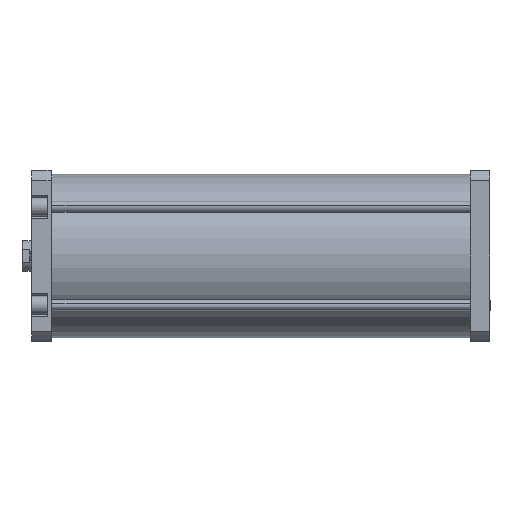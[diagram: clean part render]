
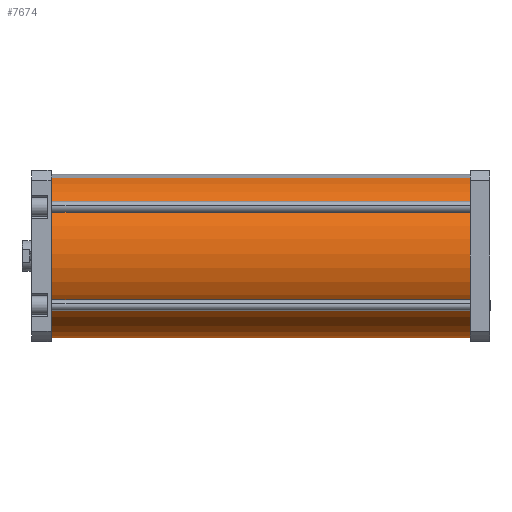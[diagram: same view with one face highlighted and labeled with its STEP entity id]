
A CAD part, front view. The second image highlights one B-rep face of the part: STEP entity #7674.
In plain terms, the highlighted cylindrical face has radius 105 mm (diameter 210 mm), a partial arc.
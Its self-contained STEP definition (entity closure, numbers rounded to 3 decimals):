
#416 = FACE_OUTER_BOUND ( 'NONE', #6281, .T. ) ;
#419 = CYLINDRICAL_SURFACE ( 'NONE', #1554, 105. ) ;
#821 = EDGE_CURVE ( 'NONE', #7241, #7183, #2827, .T. ) ;
#827 = EDGE_CURVE ( 'NONE', #7184, #7241, #2835, .T. ) ;
#828 = EDGE_CURVE ( 'NONE', #7179, #7183, #2837, .T. ) ;
#868 = EDGE_CURVE ( 'NONE', #7184, #7179, #2912, .T. ) ;
#1176 = AXIS2_PLACEMENT_3D ( 'NONE', #7036, #7022, #6800 ) ;
#1184 = AXIS2_PLACEMENT_3D ( 'NONE', #6542, #6666, #7002 ) ;
#1554 = AXIS2_PLACEMENT_3D ( 'NONE', #5529, #5528, #5527 ) ;
#2248 = ORIENTED_EDGE ( 'NONE', *, *, #821, .T. ) ;
#2249 = ORIENTED_EDGE ( 'NONE', *, *, #827, .T. ) ;
#2250 = ORIENTED_EDGE ( 'NONE', *, *, #868, .F. ) ;
#2251 = ORIENTED_EDGE ( 'NONE', *, *, #828, .F. ) ;
#2827 = CIRCLE ( 'NONE', #1176, 105. ) ;
#2832 = VECTOR ( 'NONE', #6996, 1000. ) ;
#2835 = LINE ( 'NONE', #6798, #2832 ) ;
#2837 = LINE ( 'NONE', #6993, #2838 ) ;
#2838 = VECTOR ( 'NONE', #6681, 1000. ) ;
#2912 = CIRCLE ( 'NONE', #1184, 105. ) ;
#4390 = CARTESIAN_POINT ( 'NONE',  ( 105., 0., 537. ) ) ;
#4393 = CARTESIAN_POINT ( 'NONE',  ( 105., 0., 0. ) ) ;
#4394 = CARTESIAN_POINT ( 'NONE',  ( -105., 0., 537. ) ) ;
#4433 = CARTESIAN_POINT ( 'NONE',  ( -105., 0., 0. ) ) ;
#5527 = DIRECTION ( 'NONE',  ( -1., 0., 0. ) ) ;
#5528 = DIRECTION ( 'NONE',  ( 0., 0., -1. ) ) ;
#5529 = CARTESIAN_POINT ( 'NONE',  ( 0., 0., 537. ) ) ;
#6281 = EDGE_LOOP ( 'NONE', ( #2251, #2250, #2249, #2248 ) ) ;
#6542 = CARTESIAN_POINT ( 'NONE',  ( 0., 0., 537. ) ) ;
#6666 = DIRECTION ( 'NONE',  ( 0., 0., 1. ) ) ;
#6681 = DIRECTION ( 'NONE',  ( 0., 0., -1. ) ) ;
#6798 = CARTESIAN_POINT ( 'NONE',  ( -105., 0., 537. ) ) ;
#6800 = DIRECTION ( 'NONE',  ( 1., 0., 0. ) ) ;
#6993 = CARTESIAN_POINT ( 'NONE',  ( 105., 0., 537. ) ) ;
#6996 = DIRECTION ( 'NONE',  ( 0., 0., -1. ) ) ;
#7002 = DIRECTION ( 'NONE',  ( 1., 0., 0. ) ) ;
#7022 = DIRECTION ( 'NONE',  ( 0., 0., 1. ) ) ;
#7036 = CARTESIAN_POINT ( 'NONE',  ( 0., 0., 0. ) ) ;
#7179 = VERTEX_POINT ( 'NONE', #4390 ) ;
#7183 = VERTEX_POINT ( 'NONE', #4393 ) ;
#7184 = VERTEX_POINT ( 'NONE', #4394 ) ;
#7241 = VERTEX_POINT ( 'NONE', #4433 ) ;
#7674 = ADVANCED_FACE ( 'NONE', ( #416 ), #419, .T. ) ;
